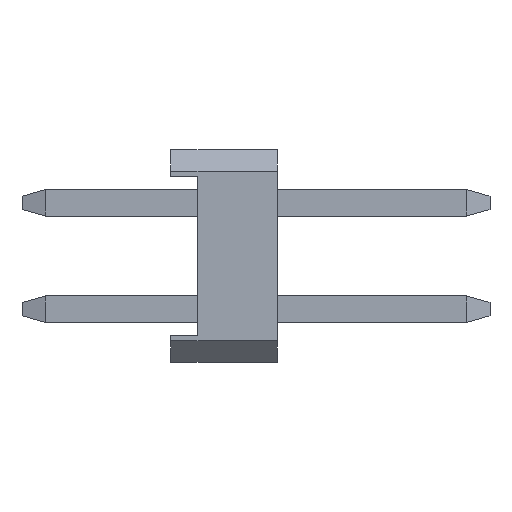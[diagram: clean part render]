
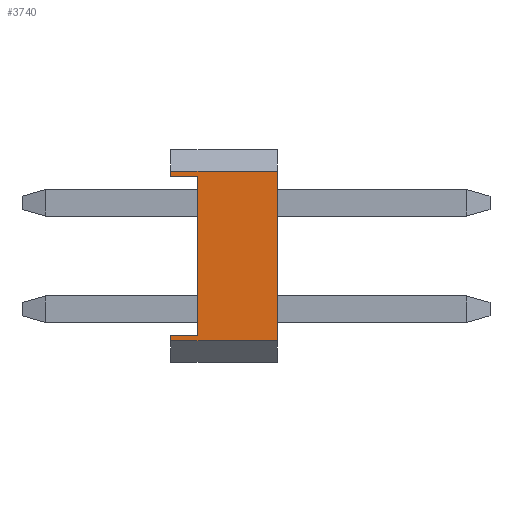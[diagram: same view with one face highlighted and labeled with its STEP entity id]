
A CAD part, left-side view. The second image highlights one B-rep face of the part: STEP entity #3740.
In plain terms, the highlighted planar face has unit normal (-1, 0, 0).
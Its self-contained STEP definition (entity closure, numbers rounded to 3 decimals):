
#1562=EDGE_CURVE('',#3894,#1626,#4197,.T.);
#1626=VERTEX_POINT('',#4272);
#1676=EDGE_CURVE('',#2300,#3276,#4324,.T.);
#1756=VERTEX_POINT('',#4411);
#1942=EDGE_CURVE('',#1998,#3276,#4619,.T.);
#1998=VERTEX_POINT('',#4679);
#2232=EDGE_CURVE('',#1756,#2300,#4928,.T.);
#2300=VERTEX_POINT('',#5007);
#2674=VERTEX_POINT('',#5425);
#2898=EDGE_CURVE('',#2674,#1626,#5678,.T.);
#3028=EDGE_CURVE('',#1756,#3916,#5820,.T.);
#3034=EDGE_CURVE('',#3916,#3894,#5827,.T.);
#3274=EDGE_CURVE('',#2674,#1998,#6094,.T.);
#3276=VERTEX_POINT('',#6096);
#3740=ADVANCED_FACE('',(#6624),#6625,.T.);
#3894=VERTEX_POINT('',#6798);
#3916=VERTEX_POINT('',#6823);
#4197=LINE('',#7223,#7224);
#4272=CARTESIAN_POINT('',(-5.95,0.,-1.5));
#4324=LINE('',#7396,#7397);
#4411=CARTESIAN_POINT('',(-5.95,0.,1.5));
#4619=LINE('',#7837,#7838);
#4679=CARTESIAN_POINT('',(-5.95,-2.0,-1.595));
#4928=LINE('',#8308,#8309);
#5007=CARTESIAN_POINT('',(-5.95,0.,1.595));
#5425=CARTESIAN_POINT('',(-5.95,0.,-1.595));
#5678=LINE('',#9358,#9359);
#5820=LINE('',#9572,#9573);
#5827=LINE('',#9581,#9582);
#6094=LINE('',#9960,#9961);
#6096=CARTESIAN_POINT('',(-5.95,-2.0,1.595));
#6624=FACE_OUTER_BOUND('',#10709,.T.);
#6625=PLANE('',#10710);
#6798=CARTESIAN_POINT('',(-5.95,-0.5,-1.5));
#6823=CARTESIAN_POINT('',(-5.95,-0.5,1.5));
#7223=CARTESIAN_POINT('',(-5.95,0.125,-1.5));
#7224=VECTOR('',#11238,1.0);
#7396=CARTESIAN_POINT('',(-5.95,0.,1.595));
#7397=VECTOR('',#11387,1.0);
#7837=CARTESIAN_POINT('',(-5.95,-2.0,-1.595));
#7838=VECTOR('',#11692,1.0);
#8308=CARTESIAN_POINT('',(-5.95,0.,-1.595));
#8309=VECTOR('',#11925,1.0);
#9358=CARTESIAN_POINT('',(-5.95,0.,-1.595));
#9359=VECTOR('',#12699,1.0);
#9572=CARTESIAN_POINT('',(-5.95,0.125,1.5));
#9573=VECTOR('',#12831,1.0);
#9581=CARTESIAN_POINT('',(-5.95,-0.5,-0.798));
#9582=VECTOR('',#12840,1.0);
#9960=CARTESIAN_POINT('',(-5.95,0.,-1.595));
#9961=VECTOR('',#13112,1.0);
#10709=EDGE_LOOP('',(#13753,#13754,#13755,#13756,#13757,#13758,#13759,#13760));
#10710=AXIS2_PLACEMENT_3D('',#13761,#13762,#13763);
#11238=DIRECTION('',(0.0,1.0,0.));
#11387=DIRECTION('',(0.0,-1.0,0.));
#11692=DIRECTION('',(0.0,0.,1.0));
#11925=DIRECTION('',(0.0,0.,1.0));
#12699=DIRECTION('',(0.0,0.,1.0));
#12831=DIRECTION('',(0.0,-1.0,0.));
#12840=DIRECTION('',(0.0,0.,-1.0));
#13112=DIRECTION('',(0.0,-1.0,0.));
#13753=ORIENTED_EDGE('',*,*,#1562,.T.);
#13754=ORIENTED_EDGE('',*,*,#2898,.F.);
#13755=ORIENTED_EDGE('',*,*,#3274,.T.);
#13756=ORIENTED_EDGE('',*,*,#1942,.T.);
#13757=ORIENTED_EDGE('',*,*,#1676,.F.);
#13758=ORIENTED_EDGE('',*,*,#2232,.F.);
#13759=ORIENTED_EDGE('',*,*,#3028,.T.);
#13760=ORIENTED_EDGE('',*,*,#3034,.T.);
#13761=CARTESIAN_POINT('',(-5.95,0.,-1.595));
#13762=DIRECTION('',(-1.0,-0.0,0.0));
#13763=DIRECTION('',(0.0,0.,-1.0));
